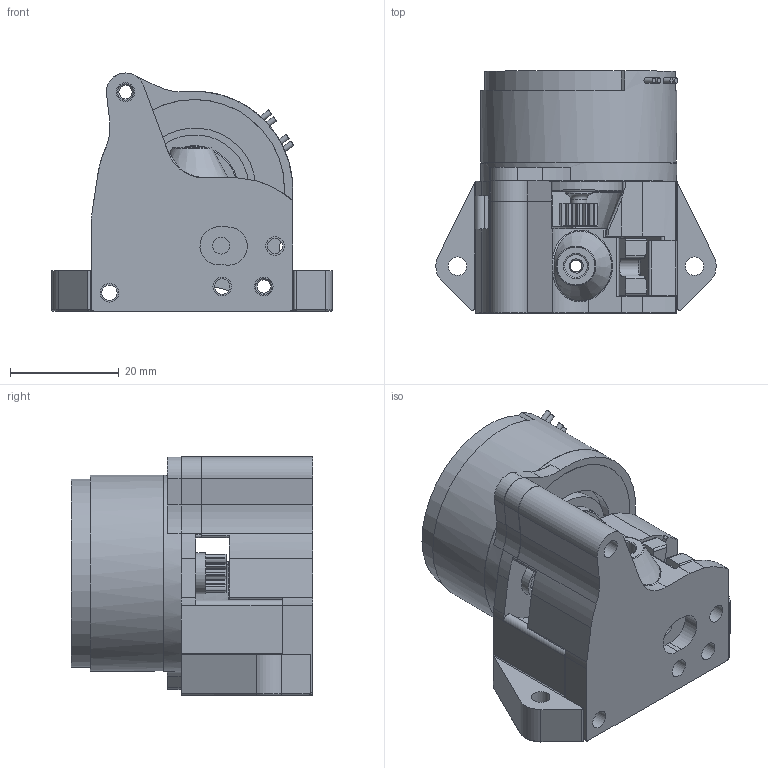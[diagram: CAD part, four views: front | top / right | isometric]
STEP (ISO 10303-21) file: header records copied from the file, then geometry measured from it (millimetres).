
FILE_DESCRIPTION(/* description */ ('STEP AP242','CAx-IF Rec.Pracs.---Representation and Presentation of Product Manufacturing Information (PMI)---4.0---2014-10-13','CAx-IF Rec.Pracs.---3D Tessellated Geometry---0.4---2014-09-14','2;1'),/* implementation_level */ '2;1');
FILE_NAME(/* name */ '6874d3e19910ab7169066809',/* time_stamp */ '2025-07-14T09:54:42Z',/* author */ (''),/* organization */ (''),/* preprocessor_version */ 'ST-DEVELOPER v20',/* originating_system */ 'ONSHAPE BY PTC INC, 1.200',/* authorisation */ ' ');
FILE_SCHEMA (('AP242_MANAGED_MODEL_BASED_3D_ENGINEERING_MIM_LF { 1 0 10303 442 1 1 4 }'));
Length unit declared in the file: millimetre
Products named in the file (6): ASM; GEAR_7MM_12_TEETH_0_5_3MM_BORE; Idler Arm; K1_EXTRUDER_MOTOR_-_MOONS_CSE14; Front Frame; Back Frame
Assembly tree (5 placements, depth 2):
  ASM
    GEAR_7MM_12_TEETH_0_5_3MM_BORE
    Idler Arm
    K1_EXTRUDER_MOTOR_-_MOONS_CSE14
    Front Frame
    Back Frame
Bounding box: 51.5 x 44.4 x 43.71 mm (x, y, z)
Volume: 40070.3 mm3; surface area: 17533.5 mm2
Topology: 5 solids, 5 shells, 393 faces, 1056 edges, 688 vertices
Faces by surface type: cylinder 198, plane 131, bspline 39, torus 13, cone 10, sphere 2
Full cylindrical faces by diameter (mm): 1 x4, 2.2 x2, 2.459 x2, 2.8 x4, 3 x2, 3.1 x2, 3.4 x10, 4.2 x4, 5 x2, 6 x1, 8 x2, 12.8 x2, 16 x1, 20 x2, 22.5 x2, 36 x2
Entity records: 13176 total; most frequent: CARTESIAN_POINT 2989, DIRECTION 1999, ORIENTED_EDGE 1944, EDGE_CURVE 972, AXIS2_PLACEMENT_3D 792, VERTEX_POINT 664, EDGE_LOOP 516, FACE_BOUND 516
